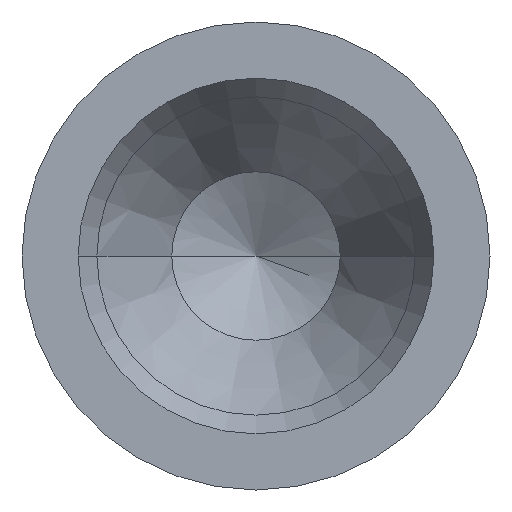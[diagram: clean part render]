
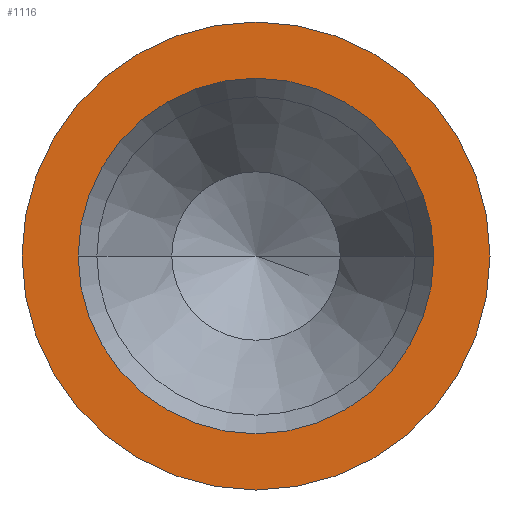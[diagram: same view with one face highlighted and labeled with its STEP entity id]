
A CAD part, front view. The second image highlights one B-rep face of the part: STEP entity #1116.
In plain terms, the highlighted planar face has unit normal (0, -1, 0).
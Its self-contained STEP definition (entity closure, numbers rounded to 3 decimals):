
#347=CARTESIAN_POINT('',(0.,-8.3,0.));
#348=DIRECTION('',(0.,-1.,0.));
#349=DIRECTION('',(1.,0.,0.));
#350=AXIS2_PLACEMENT_3D('',#347,#348,#349);
#370=CARTESIAN_POINT('',(0.,-8.3,0.));
#371=DIRECTION('',(0.,1.,0.));
#372=DIRECTION('',(1.,0.,0.));
#373=AXIS2_PLACEMENT_3D('',#370,#371,#372);
#385=CARTESIAN_POINT('',(0.,-8.3,0.));
#386=DIRECTION('',(0.,1.,0.));
#387=DIRECTION('',(1.,0.,0.));
#388=AXIS2_PLACEMENT_3D('',#385,#386,#387);
#393=CARTESIAN_POINT('',(0.,-8.3,0.));
#394=DIRECTION('',(0.,1.,0.));
#395=DIRECTION('',(-1.,0.,0.));
#396=AXIS2_PLACEMENT_3D('',#393,#394,#395);
#725=CARTESIAN_POINT('',(1.25,-8.3,0.));
#726=CARTESIAN_POINT('',(-1.25,-8.3,0.));
#727=VERTEX_POINT('',#725);
#728=VERTEX_POINT('',#726);
#777=CARTESIAN_POINT('',(0.95,-8.3,0.));
#778=CARTESIAN_POINT('',(-0.95,-8.3,0.));
#779=VERTEX_POINT('',#777);
#780=VERTEX_POINT('',#778);
#1101=CARTESIAN_POINT('',(0.,-8.3,0.));
#1102=DIRECTION('',(0.,-1.,0.));
#1103=DIRECTION('',(-1.,0.,0.));
#1104=AXIS2_PLACEMENT_3D('',#1101,#1102,#1103);
#1105=PLANE('',#1104);
#1106=ORIENTED_EDGE('',*,*,#1083,.T.);
#1107=ORIENTED_EDGE('',*,*,#1068,.F.);
#1108=EDGE_LOOP('',(#1106,#1107));
#1109=FACE_OUTER_BOUND('',#1108,.F.);
#1111=ORIENTED_EDGE('',*,*,#1110,.F.);
#1113=ORIENTED_EDGE('',*,*,#1112,.F.);
#1114=EDGE_LOOP('',(#1111,#1113));
#1115=FACE_BOUND('',#1114,.F.);
#351=CIRCLE('',#350,1.25);
#374=CIRCLE('',#373,1.25);
#389=CIRCLE('',#388,0.95);
#397=CIRCLE('',#396,0.95);
#1068=EDGE_CURVE('',#727,#728,#351,.T.);
#1083=EDGE_CURVE('',#727,#728,#374,.T.);
#1110=EDGE_CURVE('',#779,#780,#389,.T.);
#1112=EDGE_CURVE('',#780,#779,#397,.T.);
#1116=ADVANCED_FACE('',(#1109,#1115),#1105,.T.);
